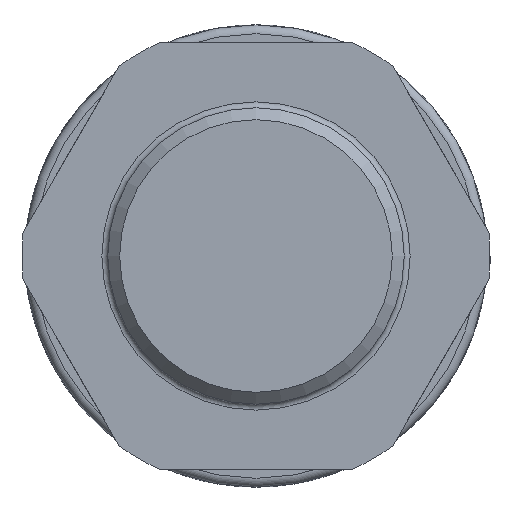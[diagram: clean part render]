
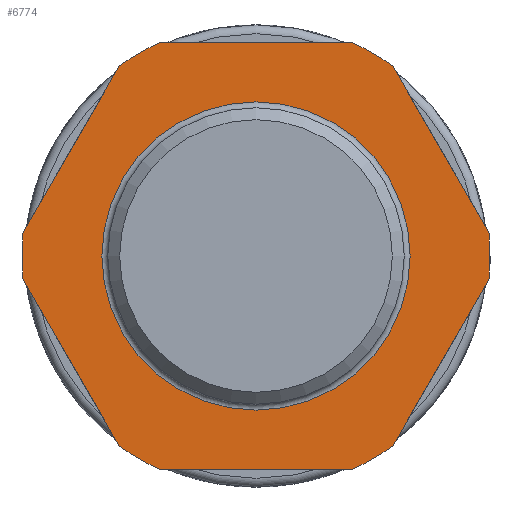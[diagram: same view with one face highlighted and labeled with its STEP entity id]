
A CAD part, left-side view. The second image highlights one B-rep face of the part: STEP entity #6774.
In plain terms, the highlighted planar face has unit normal (-1, 0, 0).
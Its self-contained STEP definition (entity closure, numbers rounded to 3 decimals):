
#306=FACE_BOUND('',#1776,.T.);
#875=LINE('',#10962,#1095);
#878=LINE('',#10992,#1098);
#881=LINE('',#11022,#1101);
#884=LINE('',#11052,#1104);
#887=LINE('',#11082,#1107);
#890=LINE('',#11112,#1110);
#1095=VECTOR('',#8311,10.);
#1098=VECTOR('',#8316,10.);
#1101=VECTOR('',#8321,10.);
#1104=VECTOR('',#8326,10.);
#1107=VECTOR('',#8331,10.);
#1110=VECTOR('',#8336,10.);
#1345=FACE_OUTER_BOUND('',#1775,.T.);
#1775=EDGE_LOOP('',(#4595,#4596,#4597,#4598,#4599,#4600,#4601,#4602,#4603,
#4604,#4605,#4606));
#1776=EDGE_LOOP('',(#4607));
#2269=CIRCLE('',#7271,19.75);
#2270=CIRCLE('',#7273,19.75);
#2271=CIRCLE('',#7275,19.75);
#2272=CIRCLE('',#7277,19.75);
#2273=CIRCLE('',#7279,19.75);
#2274=CIRCLE('',#7281,19.75);
#2275=CIRCLE('',#7282,13.);
#2696=VERTEX_POINT('',#10959);
#2697=VERTEX_POINT('',#10961);
#2700=VERTEX_POINT('',#10989);
#2701=VERTEX_POINT('',#10991);
#2704=VERTEX_POINT('',#11019);
#2705=VERTEX_POINT('',#11021);
#2708=VERTEX_POINT('',#11049);
#2709=VERTEX_POINT('',#11051);
#2712=VERTEX_POINT('',#11079);
#2713=VERTEX_POINT('',#11081);
#2716=VERTEX_POINT('',#11109);
#2717=VERTEX_POINT('',#11111);
#2719=VERTEX_POINT('',#11135);
#3422=EDGE_CURVE('',#2697,#2696,#875,.T.);
#3426=EDGE_CURVE('',#2701,#2700,#878,.T.);
#3430=EDGE_CURVE('',#2705,#2704,#881,.T.);
#3434=EDGE_CURVE('',#2709,#2708,#884,.T.);
#3438=EDGE_CURVE('',#2713,#2712,#887,.T.);
#3442=EDGE_CURVE('',#2717,#2716,#890,.T.);
#3451=EDGE_CURVE('',#2705,#2708,#2269,.T.);
#3452=EDGE_CURVE('',#2717,#2704,#2270,.T.);
#3453=EDGE_CURVE('',#2701,#2712,#2271,.T.);
#3454=EDGE_CURVE('',#2709,#2700,#2272,.T.);
#3455=EDGE_CURVE('',#2697,#2716,#2273,.T.);
#3456=EDGE_CURVE('',#2713,#2696,#2274,.T.);
#3457=EDGE_CURVE('',#2719,#2719,#2275,.T.);
#4595=ORIENTED_EDGE('',*,*,#3422,.T.);
#4596=ORIENTED_EDGE('',*,*,#3456,.F.);
#4597=ORIENTED_EDGE('',*,*,#3438,.T.);
#4598=ORIENTED_EDGE('',*,*,#3453,.F.);
#4599=ORIENTED_EDGE('',*,*,#3426,.T.);
#4600=ORIENTED_EDGE('',*,*,#3454,.F.);
#4601=ORIENTED_EDGE('',*,*,#3434,.T.);
#4602=ORIENTED_EDGE('',*,*,#3451,.F.);
#4603=ORIENTED_EDGE('',*,*,#3430,.T.);
#4604=ORIENTED_EDGE('',*,*,#3452,.F.);
#4605=ORIENTED_EDGE('',*,*,#3442,.T.);
#4606=ORIENTED_EDGE('',*,*,#3455,.F.);
#4607=ORIENTED_EDGE('',*,*,#3457,.T.);
#6243=PLANE('',#7280);
#6774=ADVANCED_FACE('',(#1345,#306),#6243,.T.);
#7271=AXIS2_PLACEMENT_3D('',#11124,#8356,#8357);
#7273=AXIS2_PLACEMENT_3D('',#11126,#8360,#8361);
#7275=AXIS2_PLACEMENT_3D('',#11128,#8364,#8365);
#7277=AXIS2_PLACEMENT_3D('',#11130,#8368,#8369);
#7279=AXIS2_PLACEMENT_3D('',#11132,#8372,#8373);
#7280=AXIS2_PLACEMENT_3D('',#11133,#8374,#8375);
#7281=AXIS2_PLACEMENT_3D('',#11134,#8376,#8377);
#7282=AXIS2_PLACEMENT_3D('',#11136,#8378,#8379);
#8311=DIRECTION('',(0.,1.,0.));
#8316=DIRECTION('',(0.,-0.5,-0.866));
#8321=DIRECTION('',(0.,-0.5,0.866));
#8326=DIRECTION('',(0.,-1.,0.));
#8331=DIRECTION('',(0.,0.5,-0.866));
#8336=DIRECTION('',(0.,0.5,0.866));
#8356=DIRECTION('center_axis',(1.,0.,0.));
#8357=DIRECTION('ref_axis',(0.,0.,
1.));
#8360=DIRECTION('center_axis',(1.,0.,0.));
#8361=DIRECTION('ref_axis',(0.,0.,
1.));
#8364=DIRECTION('center_axis',(1.,0.,0.));
#8365=DIRECTION('ref_axis',(0.,0.,
1.));
#8368=DIRECTION('center_axis',(1.,0.,0.));
#8369=DIRECTION('ref_axis',(0.,0.,
1.));
#8372=DIRECTION('center_axis',(1.,0.,0.));
#8373=DIRECTION('ref_axis',(0.,0.,
1.));
#8374=DIRECTION('center_axis',(-1.,0.,0.));
#8375=DIRECTION('ref_axis',(0.,0.,-1.));
#8376=DIRECTION('center_axis',(1.,0.,0.));
#8377=DIRECTION('ref_axis',(0.,0.,
1.));
#8378=DIRECTION('center_axis',(1.,0.,0.));
#8379=DIRECTION('ref_axis',(0.,0.,
1.));
#10959=CARTESIAN_POINT('',(-23.5,8.128,18.));
#10961=CARTESIAN_POINT('',(-23.5,-8.128,18.));
#10962=CARTESIAN_POINT('',(-23.5,-13.939,18.));
#10989=CARTESIAN_POINT('',(-23.5,11.525,-16.039));
#10991=CARTESIAN_POINT('',(-23.5,19.652,-1.961));
#10992=CARTESIAN_POINT('',(-23.5,15.152,-9.757));
#11019=CARTESIAN_POINT('',(-23.5,-19.652,-1.961));
#11021=CARTESIAN_POINT('',(-23.5,-11.525,-16.039));
#11022=CARTESIAN_POINT('',(-23.5,-16.025,-8.243));
#11049=CARTESIAN_POINT('',(-23.5,-8.128,-18.));
#11051=CARTESIAN_POINT('',(-23.5,8.128,-18.));
#11052=CARTESIAN_POINT('',(-23.5,-5.811,-18.));
#11079=CARTESIAN_POINT('',(-23.5,19.652,1.961));
#11081=CARTESIAN_POINT('',(-23.5,11.525,16.039));
#11082=CARTESIAN_POINT('',(-23.5,11.088,16.795));
#11109=CARTESIAN_POINT('',(-23.5,-11.525,16.039));
#11111=CARTESIAN_POINT('',(-23.5,-19.652,1.961));
#11112=CARTESIAN_POINT('',(-23.5,-20.089,1.205));
#11124=CARTESIAN_POINT('Origin',(-23.5,0.,0.));
#11126=CARTESIAN_POINT('Origin',(-23.5,0.,0.));
#11128=CARTESIAN_POINT('Origin',(-23.5,0.,0.));
#11130=CARTESIAN_POINT('Origin',(-23.5,0.,0.));
#11132=CARTESIAN_POINT('Origin',(-23.5,0.,0.));
#11133=CARTESIAN_POINT('Origin',(-23.5,-19.75,0.));
#11134=CARTESIAN_POINT('Origin',(-23.5,0.,0.));
#11135=CARTESIAN_POINT('',(-23.5,-13.,0.));
#11136=CARTESIAN_POINT('Origin',(-23.5,0.,0.));
